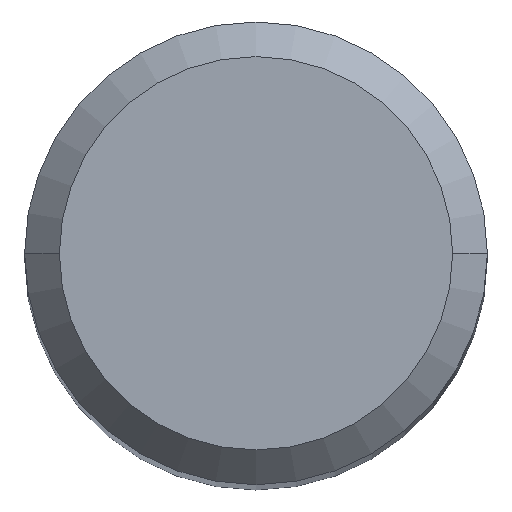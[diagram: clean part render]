
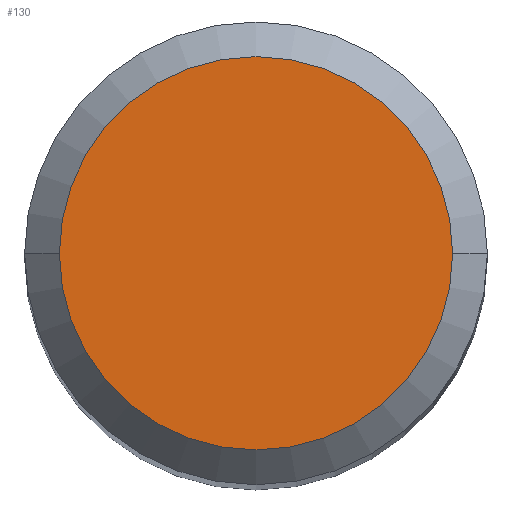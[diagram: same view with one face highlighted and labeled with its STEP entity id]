
A CAD part, top view. The second image highlights one B-rep face of the part: STEP entity #130.
In plain terms, the highlighted planar face has unit normal (0, 0, 1).
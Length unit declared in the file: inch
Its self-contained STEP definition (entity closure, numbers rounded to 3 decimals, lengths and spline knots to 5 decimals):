
#8 = DIRECTION ( 'NONE',  ( 0., 0., -1. ) ) ;
#12 = CARTESIAN_POINT ( 'NONE',  ( 0., 0., 0. ) ) ;
#25 = CARTESIAN_POINT ( 'NONE',  ( 0.10625, 0., 0. ) ) ;
#64 = ORIENTED_EDGE ( 'NONE', *, *, #152, .T. ) ;
#65 = AXIS2_PLACEMENT_3D ( 'NONE', #12, #346, #85 ) ;
#84 = CARTESIAN_POINT ( 'NONE',  ( -0.10625, 0., 0. ) ) ;
#85 = DIRECTION ( 'NONE',  ( 1., 0., 0. ) ) ;
#111 = VERTEX_POINT ( 'NONE', #84 ) ;
#118 = DIRECTION ( 'NONE',  ( -1., 0., 0. ) ) ;
#130 = ADVANCED_FACE ( 'NONE', ( #350 ), #457, .F. ) ;
#152 = EDGE_CURVE ( 'NONE', #402, #111, #379, .T. ) ;
#196 = CIRCLE ( 'NONE', #258, 0.10625 ) ;
#213 = DIRECTION ( 'NONE',  ( 1., 0., 0. ) ) ;
#249 = DIRECTION ( 'NONE',  ( 0., 0., 1. ) ) ;
#258 = AXIS2_PLACEMENT_3D ( 'NONE', #429, #249, #213 ) ;
#346 = DIRECTION ( 'NONE',  ( 0., 0., 1. ) ) ;
#350 = FACE_OUTER_BOUND ( 'NONE', #407, .T. ) ;
#369 = EDGE_CURVE ( 'NONE', #111, #402, #196, .T. ) ;
#379 = CIRCLE ( 'NONE', #65, 0.10625 ) ;
#402 = VERTEX_POINT ( 'NONE', #25 ) ;
#405 = ORIENTED_EDGE ( 'NONE', *, *, #369, .T. ) ;
#407 = EDGE_LOOP ( 'NONE', ( #405, #64 ) ) ;
#412 = AXIS2_PLACEMENT_3D ( 'NONE', #456, #8, #118 ) ;
#429 = CARTESIAN_POINT ( 'NONE',  ( 0., 0., 0. ) ) ;
#456 = CARTESIAN_POINT ( 'NONE',  ( 0., 0., 0. ) ) ;
#457 = PLANE ( 'NONE',  #412 ) ;
